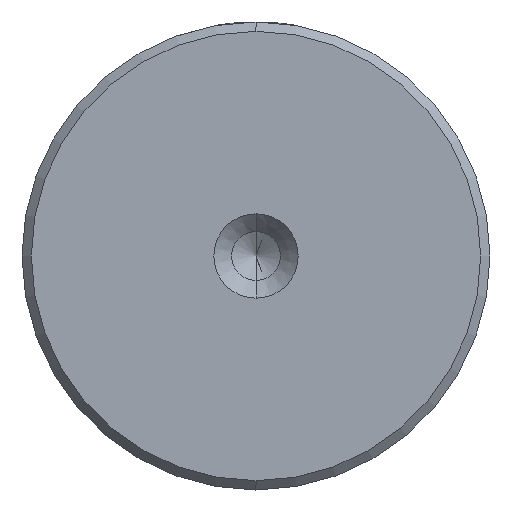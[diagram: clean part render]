
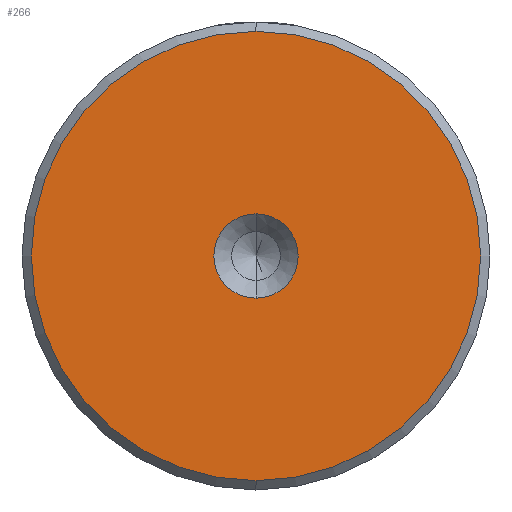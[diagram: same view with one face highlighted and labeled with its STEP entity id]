
A CAD part, left-side view. The second image highlights one B-rep face of the part: STEP entity #266.
In plain terms, the highlighted planar face has unit normal (-1, 0, 0).
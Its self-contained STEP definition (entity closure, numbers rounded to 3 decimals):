
#13 = DIRECTION ( 'NONE',  ( -1., 0., 0. ) ) ;
#187 = EDGE_LOOP ( 'NONE', ( #1376, #2175 ) ) ;
#207 = CARTESIAN_POINT ( 'NONE',  ( 0., 0., -2.25 ) ) ;
#245 = ORIENTED_EDGE ( 'NONE', *, *, #1953, .F. ) ;
#266 = ADVANCED_FACE ( 'NONE', ( #1185, #1134 ), #1222, .T. ) ;
#306 = DIRECTION ( 'NONE',  ( -1., 0., 0. ) ) ;
#422 = AXIS2_PLACEMENT_3D ( 'NONE', #1077, #13, #1248 ) ;
#515 = CARTESIAN_POINT ( 'NONE',  ( 0., 0., 0. ) ) ;
#547 = AXIS2_PLACEMENT_3D ( 'NONE', #1756, #735, #1929 ) ;
#651 = CARTESIAN_POINT ( 'NONE',  ( 0., 0., 0. ) ) ;
#686 = DIRECTION ( 'NONE',  ( 0., 0., 1. ) ) ;
#705 = CARTESIAN_POINT ( 'NONE',  ( 0., 0., -12. ) ) ;
#735 = DIRECTION ( 'NONE',  ( -1., 0., 0. ) ) ;
#774 = EDGE_CURVE ( 'NONE', #1271, #1168, #1182, .T. ) ;
#934 = CIRCLE ( 'NONE', #1231, 12. ) ;
#1077 = CARTESIAN_POINT ( 'NONE',  ( 0., 0., 0. ) ) ;
#1085 = CIRCLE ( 'NONE', #547, 12. ) ;
#1134 = FACE_BOUND ( 'NONE', #1544, .T. ) ;
#1168 = VERTEX_POINT ( 'NONE', #207 ) ;
#1182 = CIRCLE ( 'NONE', #2120, 2.25 ) ;
#1185 = FACE_OUTER_BOUND ( 'NONE', #187, .T. ) ;
#1214 = DIRECTION ( 'NONE',  ( 0., 0., 1. ) ) ;
#1222 = PLANE ( 'NONE',  #1223 ) ;
#1223 = AXIS2_PLACEMENT_3D ( 'NONE', #1381, #1263, #1214 ) ;
#1231 = AXIS2_PLACEMENT_3D ( 'NONE', #515, #1706, #686 ) ;
#1248 = DIRECTION ( 'NONE',  ( 0., 0., 1. ) ) ;
#1263 = DIRECTION ( 'NONE',  ( -1., 0., 0. ) ) ;
#1271 = VERTEX_POINT ( 'NONE', #1783 ) ;
#1376 = ORIENTED_EDGE ( 'NONE', *, *, #1950, .T. ) ;
#1381 = CARTESIAN_POINT ( 'NONE',  ( 0., 0., 0. ) ) ;
#1397 = ORIENTED_EDGE ( 'NONE', *, *, #774, .F. ) ;
#1517 = EDGE_CURVE ( 'NONE', #1696, #1611, #934, .T. ) ;
#1544 = EDGE_LOOP ( 'NONE', ( #1397, #245 ) ) ;
#1611 = VERTEX_POINT ( 'NONE', #705 ) ;
#1696 = VERTEX_POINT ( 'NONE', #2251 ) ;
#1706 = DIRECTION ( 'NONE',  ( -1., 0., 0. ) ) ;
#1756 = CARTESIAN_POINT ( 'NONE',  ( 0., 0., 0. ) ) ;
#1783 = CARTESIAN_POINT ( 'NONE',  ( 0., 0., 2.25 ) ) ;
#1929 = DIRECTION ( 'NONE',  ( 0., 0., 1. ) ) ;
#1950 = EDGE_CURVE ( 'NONE', #1611, #1696, #1085, .T. ) ;
#1953 = EDGE_CURVE ( 'NONE', #1168, #1271, #1989, .T. ) ;
#1989 = CIRCLE ( 'NONE', #422, 2.25 ) ;
#2024 = DIRECTION ( 'NONE',  ( 0., 0., 1. ) ) ;
#2120 = AXIS2_PLACEMENT_3D ( 'NONE', #651, #306, #2024 ) ;
#2175 = ORIENTED_EDGE ( 'NONE', *, *, #1517, .T. ) ;
#2251 = CARTESIAN_POINT ( 'NONE',  ( 0., 0., 12. ) ) ;
